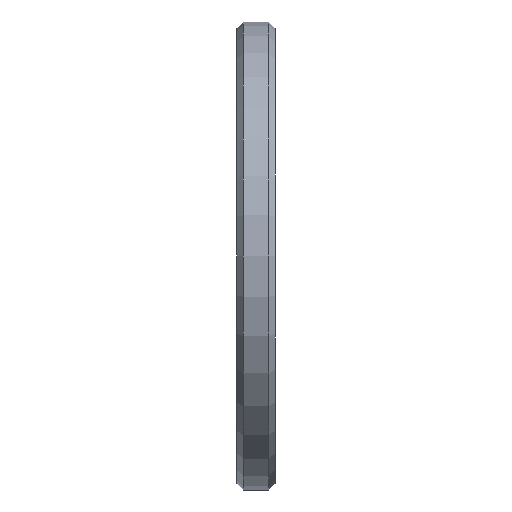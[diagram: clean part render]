
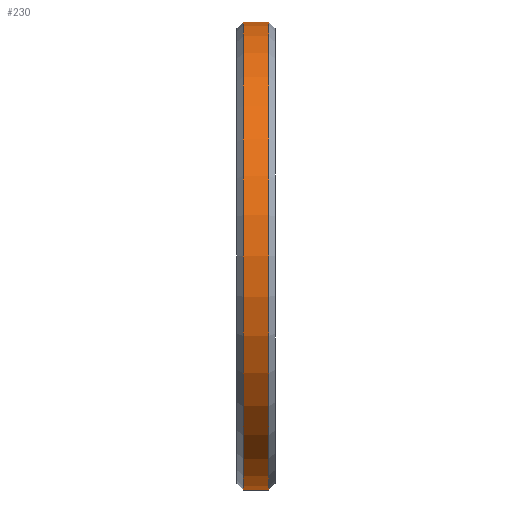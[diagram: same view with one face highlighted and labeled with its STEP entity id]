
A CAD part, front view. The second image highlights one B-rep face of the part: STEP entity #230.
In plain terms, the highlighted cylindrical face has radius 9.525 mm (diameter 19.05 mm), a partial arc.
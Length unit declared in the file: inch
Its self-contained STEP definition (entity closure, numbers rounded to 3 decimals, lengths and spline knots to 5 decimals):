
#24 = EDGE_CURVE ( 'NONE', #577, #890, #873, .T. ) ;
#78 = CARTESIAN_POINT ( 'NONE',  ( 0.01, 0., 0.375 ) ) ;
#106 = CARTESIAN_POINT ( 'NONE',  ( 0., 0., 0.375 ) ) ;
#127 = CIRCLE ( 'NONE', #299, 0.375 ) ;
#144 = CARTESIAN_POINT ( 'NONE',  ( 0.051, 0., -0.375 ) ) ;
#153 = VERTEX_POINT ( 'NONE', #1103 ) ;
#183 = EDGE_LOOP ( 'NONE', ( #1072, #1044, #453, #298 ) ) ;
#230 = ADVANCED_FACE ( 'NONE', ( #870 ), #469, .T. ) ;
#238 = CARTESIAN_POINT ( 'NONE',  ( 0.01, 0., 0. ) ) ;
#265 = LINE ( 'NONE', #420, #278 ) ;
#278 = VECTOR ( 'NONE', #1118, 39.37008 ) ;
#281 = VECTOR ( 'NONE', #647, 39.37008 ) ;
#298 = ORIENTED_EDGE ( 'NONE', *, *, #853, .T. ) ;
#299 = AXIS2_PLACEMENT_3D ( 'NONE', #311, #492, #946 ) ;
#311 = CARTESIAN_POINT ( 'NONE',  ( 0.051, 0., 0. ) ) ;
#314 = DIRECTION ( 'NONE',  ( 0., 0., -1. ) ) ;
#420 = CARTESIAN_POINT ( 'NONE',  ( 0., 0., -0.375 ) ) ;
#431 = CARTESIAN_POINT ( 'NONE',  ( 0., 0., 0. ) ) ;
#433 = DIRECTION ( 'NONE',  ( 0., 0., 1. ) ) ;
#453 = ORIENTED_EDGE ( 'NONE', *, *, #1053, .T. ) ;
#469 = CYLINDRICAL_SURFACE ( 'NONE', #1136, 0.375 ) ;
#492 = DIRECTION ( 'NONE',  ( -1., 0., 0. ) ) ;
#577 = VERTEX_POINT ( 'NONE', #78 ) ;
#647 = DIRECTION ( 'NONE',  ( 1., 0., 0. ) ) ;
#729 = AXIS2_PLACEMENT_3D ( 'NONE', #238, #1033, #433 ) ;
#853 = EDGE_CURVE ( 'NONE', #958, #890, #127, .T. ) ;
#869 = CIRCLE ( 'NONE', #729, 0.375 ) ;
#870 = FACE_OUTER_BOUND ( 'NONE', #183, .T. ) ;
#873 = LINE ( 'NONE', #106, #281 ) ;
#890 = VERTEX_POINT ( 'NONE', #931 ) ;
#931 = CARTESIAN_POINT ( 'NONE',  ( 0.051, 0., 0.375 ) ) ;
#946 = DIRECTION ( 'NONE',  ( 0., 0., -1. ) ) ;
#950 = EDGE_CURVE ( 'NONE', #577, #153, #869, .T. ) ;
#958 = VERTEX_POINT ( 'NONE', #144 ) ;
#1033 = DIRECTION ( 'NONE',  ( 1., 0., 0. ) ) ;
#1044 = ORIENTED_EDGE ( 'NONE', *, *, #950, .T. ) ;
#1053 = EDGE_CURVE ( 'NONE', #153, #958, #265, .T. ) ;
#1072 = ORIENTED_EDGE ( 'NONE', *, *, #24, .F. ) ;
#1103 = CARTESIAN_POINT ( 'NONE',  ( 0.01, 0., -0.375 ) ) ;
#1118 = DIRECTION ( 'NONE',  ( 1., 0., 0. ) ) ;
#1136 = AXIS2_PLACEMENT_3D ( 'NONE', #431, #1142, #314 ) ;
#1142 = DIRECTION ( 'NONE',  ( 1., 0., 0. ) ) ;
